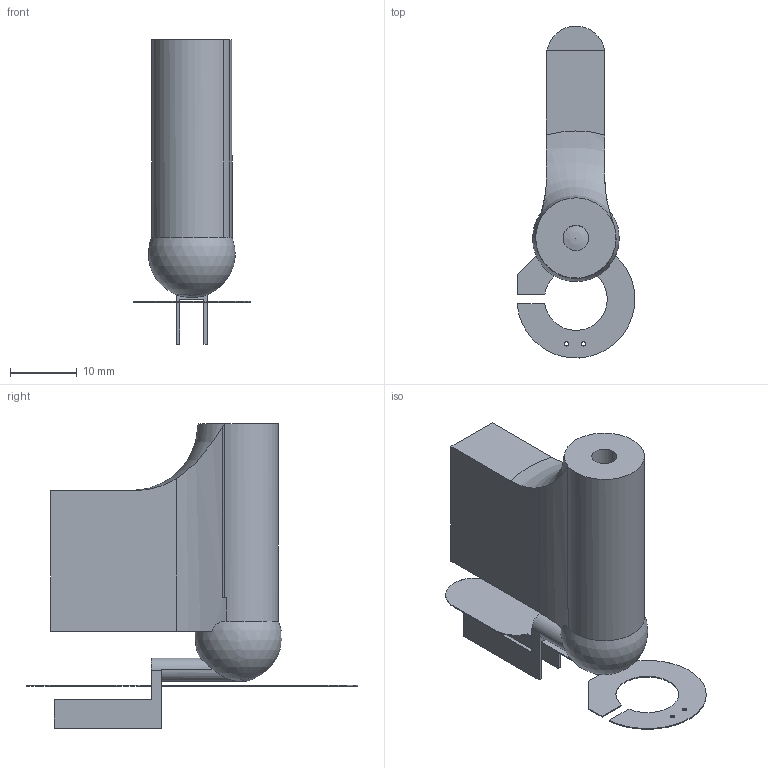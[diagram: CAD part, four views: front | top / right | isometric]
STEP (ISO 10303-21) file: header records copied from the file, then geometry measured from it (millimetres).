
FILE_DESCRIPTION(/* description */ (''),/* implementation_level */ '2;1');
FILE_NAME(/* name */ 'bee_artificial_v6 v1.step',/* time_stamp */ '2023-01-19T09:09:05+01:00',/* author */ (''),/* organization */ (''),/* preprocessor_version */ 'ST-DEVELOPER v19.2',/* originating_system */ 'Autodesk Translation Framework v11.17.0.187',/* authorisation */ '');
FILE_SCHEMA (('AUTOMOTIVE_DESIGN { 1 0 10303 214 3 1 1 }'));
Length unit declared in the file: millimetre
Products named in the file (4): bee_artificial_v6; PCB1 v1; Board; Open CASCADE STEP translator 6.8 1.1.1
Assembly tree (3 placements, depth 4):
  bee_artificial_v6
    PCB1 v1
      Board
        Open CASCADE STEP translator 6.8 1.1.1
Bounding box: 17.59 x 49.59 x 45.5 mm (x, y, z)
Volume: 6926.4 mm3; surface area: 5206.6 mm2
Topology: 2 solids, 2 shells, 76 faces, 210 edges, 139 vertices
Faces by surface type: plane 48, cylinder 23, sphere 2, bspline 2, torus 1
Full cylindrical faces by diameter (mm): 0.66 x2, 3.783 x1
Entity records: 2735 total; most frequent: CARTESIAN_POINT 689, ORIENTED_EDGE 418, DIRECTION 397, EDGE_CURVE 209, VERTEX_POINT 139, LINE 137, VECTOR 137, AXIS2_PLACEMENT_3D 130
